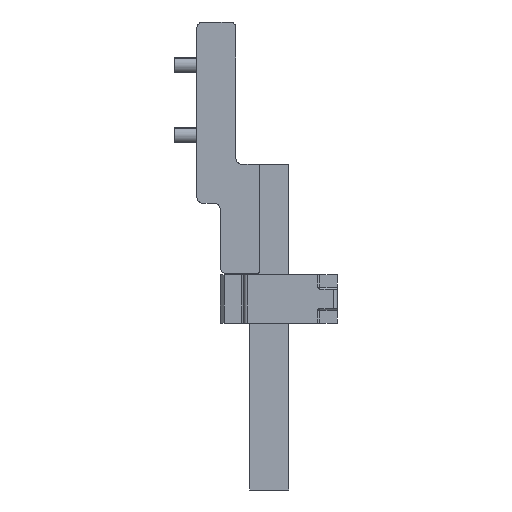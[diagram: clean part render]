
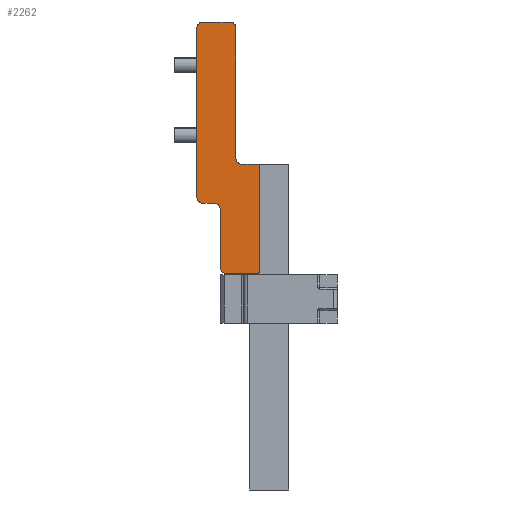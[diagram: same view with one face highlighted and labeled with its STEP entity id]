
A CAD part, left-side view. The second image highlights one B-rep face of the part: STEP entity #2262.
In plain terms, the highlighted planar face has unit normal (-1, 0, 0).
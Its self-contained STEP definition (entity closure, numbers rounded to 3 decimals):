
#1368=AXIS2_PLACEMENT_3D('Circle Axis2P3D',#1366,#1367,$) ;
#1406=AXIS2_PLACEMENT_3D('Circle Axis2P3D',#1404,#1405,$) ;
#1437=AXIS2_PLACEMENT_3D('Circle Axis2P3D',#1435,#1436,$) ;
#2022=AXIS2_PLACEMENT_3D('Circle Axis2P3D',#2020,#2021,$) ;
#2070=AXIS2_PLACEMENT_3D('Circle Axis2P3D',#2068,#2069,$) ;
#2094=AXIS2_PLACEMENT_3D('Circle Axis2P3D',#2092,#2093,$) ;
#2202=AXIS2_PLACEMENT_3D('Circle Axis2P3D',#2200,#2201,$) ;
#2232=AXIS2_PLACEMENT_3D('Plane Axis2P3D',#2229,#2230,#2231) ;
#2236=AXIS2_PLACEMENT_3D('Circle Axis2P3D',#2234,#2235,$) ;
#1137=CARTESIAN_POINT('Vertex',(-358.,-22.031,57.)) ;
#1140=CARTESIAN_POINT('Line Origine',(-358.,-22.031,30.)) ;
#1144=CARTESIAN_POINT('Vertex',(-358.,-22.031,3.)) ;
#1366=CARTESIAN_POINT('Axis2P3D Location',(-358.,-21.031,3.)) ;
#1370=CARTESIAN_POINT('Vertex',(-358.,-21.031,2.)) ;
#1394=CARTESIAN_POINT('Vertex',(-358.,0.969,38.)) ;
#1401=CARTESIAN_POINT('Vertex',(-358.,-2.031,35.)) ;
#1404=CARTESIAN_POINT('Axis2P3D Location',(-358.,0.969,35.)) ;
#1425=CARTESIAN_POINT('Vertex',(-358.,-13.031,58.)) ;
#1432=CARTESIAN_POINT('Vertex',(-358.,-10.031,61.)) ;
#1435=CARTESIAN_POINT('Axis2P3D Location',(-358.,-13.031,61.)) ;
#1949=CARTESIAN_POINT('Line Origine',(-358.,-17.031,58.)) ;
#1953=CARTESIAN_POINT('Vertex',(-358.,-21.031,58.)) ;
#1977=CARTESIAN_POINT('Vertex',(-358.,-10.031,128.)) ;
#1980=CARTESIAN_POINT('Line Origine',(-358.,-10.031,94.5)) ;
#2017=CARTESIAN_POINT('Vertex',(-358.,-7.031,131.)) ;
#2020=CARTESIAN_POINT('Axis2P3D Location',(-358.,-7.031,128.)) ;
#2041=CARTESIAN_POINT('Vertex',(-358.,6.969,131.)) ;
#2044=CARTESIAN_POINT('Line Origine',(-358.,-0.031,131.)) ;
#2065=CARTESIAN_POINT('Vertex',(-358.,9.969,128.)) ;
#2068=CARTESIAN_POINT('Axis2P3D Location',(-358.,6.969,128.)) ;
#2089=CARTESIAN_POINT('Vertex',(-358.,6.969,38.)) ;
#2092=CARTESIAN_POINT('Axis2P3D Location',(-358.,6.969,41.)) ;
#2096=CARTESIAN_POINT('Vertex',(-358.,9.969,41.)) ;
#2116=CARTESIAN_POINT('Line Origine',(-358.,3.969,38.)) ;
#2133=CARTESIAN_POINT('Line Origine',(-358.,-2.031,20.)) ;
#2137=CARTESIAN_POINT('Vertex',(-358.,-2.031,5.)) ;
#2197=CARTESIAN_POINT('Vertex',(-358.,-5.031,2.)) ;
#2200=CARTESIAN_POINT('Axis2P3D Location',(-358.,-5.031,5.)) ;
#2217=CARTESIAN_POINT('Line Origine',(-358.,-13.031,2.)) ;
#2229=CARTESIAN_POINT('Axis2P3D Location',(-358.,-22.031,131.)) ;
#2234=CARTESIAN_POINT('Axis2P3D Location',(-358.,-21.031,57.)) ;
#2239=CARTESIAN_POINT('Line Origine',(-358.,9.969,84.5)) ;
#1141=DIRECTION('Vector Direction',(0.,0.,-1.)) ;
#1367=DIRECTION('Axis2P3D Direction',(1.,0.,0.)) ;
#1405=DIRECTION('Axis2P3D Direction',(1.,0.,0.)) ;
#1436=DIRECTION('Axis2P3D Direction',(1.,0.,0.)) ;
#1950=DIRECTION('Vector Direction',(0.,-1.,0.)) ;
#1981=DIRECTION('Vector Direction',(0.,0.,-1.)) ;
#2021=DIRECTION('Axis2P3D Direction',(1.,0.,0.)) ;
#2045=DIRECTION('Vector Direction',(0.,1.,0.)) ;
#2069=DIRECTION('Axis2P3D Direction',(1.,0.,0.)) ;
#2093=DIRECTION('Axis2P3D Direction',(1.,0.,0.)) ;
#2117=DIRECTION('Vector Direction',(0.,-1.,0.)) ;
#2134=DIRECTION('Vector Direction',(0.,0.,1.)) ;
#2201=DIRECTION('Axis2P3D Direction',(1.,0.,0.)) ;
#2218=DIRECTION('Vector Direction',(0.,-1.,0.)) ;
#2230=DIRECTION('Axis2P3D Direction',(1.,0.,0.)) ;
#2231=DIRECTION('Axis2P3D XDirection',(0.,-1.,0.)) ;
#2235=DIRECTION('Axis2P3D Direction',(1.,0.,0.)) ;
#2240=DIRECTION('Vector Direction',(0.,0.,-1.)) ;
#1142=VECTOR('Line Direction',#1141,1.) ;
#1951=VECTOR('Line Direction',#1950,1.) ;
#1982=VECTOR('Line Direction',#1981,1.) ;
#2046=VECTOR('Line Direction',#2045,1.) ;
#2118=VECTOR('Line Direction',#2117,1.) ;
#2135=VECTOR('Line Direction',#2134,1.) ;
#2219=VECTOR('Line Direction',#2218,1.) ;
#2241=VECTOR('Line Direction',#2240,1.) ;
#2245=ORIENTED_EDGE('',*,*,#1372,.F.) ;
#2246=ORIENTED_EDGE('',*,*,#1146,.T.) ;
#2247=ORIENTED_EDGE('',*,*,#2238,.F.) ;
#2248=ORIENTED_EDGE('',*,*,#1955,.T.) ;
#2249=ORIENTED_EDGE('',*,*,#1439,.T.) ;
#2250=ORIENTED_EDGE('',*,*,#1984,.T.) ;
#2251=ORIENTED_EDGE('',*,*,#2024,.F.) ;
#2252=ORIENTED_EDGE('',*,*,#2048,.T.) ;
#2253=ORIENTED_EDGE('',*,*,#2072,.F.) ;
#2254=ORIENTED_EDGE('',*,*,#2243,.T.) ;
#2255=ORIENTED_EDGE('',*,*,#2098,.F.) ;
#2256=ORIENTED_EDGE('',*,*,#2120,.T.) ;
#2257=ORIENTED_EDGE('',*,*,#1408,.T.) ;
#2258=ORIENTED_EDGE('',*,*,#2139,.T.) ;
#2259=ORIENTED_EDGE('',*,*,#2204,.F.) ;
#2260=ORIENTED_EDGE('',*,*,#2221,.T.) ;
#2262=ADVANCED_FACE('RB7556803_1PD_001_00_FRONT TERMINAL ASSEMBLY E4.2 FIXED.8\\RB6564001_1PA_001_00_FRONT TERMINAL E2.2 FIXED.1\\PartBody',(#2261),#2233,.F.) ;
#1369=CIRCLE('generated circle',#1368,1.) ;
#1407=CIRCLE('generated circle',#1406,3.) ;
#1438=CIRCLE('generated circle',#1437,3.) ;
#2023=CIRCLE('generated circle',#2022,3.) ;
#2071=CIRCLE('generated circle',#2070,3.) ;
#2095=CIRCLE('generated circle',#2094,3.) ;
#2203=CIRCLE('generated circle',#2202,3.) ;
#2237=CIRCLE('generated circle',#2236,1.) ;
#1146=EDGE_CURVE('',#1145,#1138,#1143,.F.) ;
#1372=EDGE_CURVE('',#1145,#1371,#1369,.T.) ;
#1408=EDGE_CURVE('',#1395,#1402,#1407,.T.) ;
#1439=EDGE_CURVE('',#1426,#1433,#1438,.T.) ;
#1955=EDGE_CURVE('',#1954,#1426,#1952,.F.) ;
#1984=EDGE_CURVE('',#1433,#1978,#1983,.F.) ;
#2024=EDGE_CURVE('',#2018,#1978,#2023,.T.) ;
#2048=EDGE_CURVE('',#2018,#2042,#2047,.T.) ;
#2072=EDGE_CURVE('',#2066,#2042,#2071,.T.) ;
#2098=EDGE_CURVE('',#2090,#2097,#2095,.T.) ;
#2120=EDGE_CURVE('',#2090,#1395,#2119,.T.) ;
#2139=EDGE_CURVE('',#1402,#2138,#2136,.F.) ;
#2204=EDGE_CURVE('',#2198,#2138,#2203,.T.) ;
#2221=EDGE_CURVE('',#2198,#1371,#2220,.T.) ;
#2238=EDGE_CURVE('',#1954,#1138,#2237,.T.) ;
#2243=EDGE_CURVE('',#2066,#2097,#2242,.T.) ;
#2244=EDGE_LOOP('',(#2245,#2246,#2247,#2248,#2249,#2250,#2251,#2252,#2253,#2254,#2255,#2256,#2257,#2258,#2259,#2260)) ;
#2261=FACE_OUTER_BOUND('',#2244,.T.) ;
#1143=LINE('Line',#1140,#1142) ;
#1952=LINE('Line',#1949,#1951) ;
#1983=LINE('Line',#1980,#1982) ;
#2047=LINE('Line',#2044,#2046) ;
#2119=LINE('Line',#2116,#2118) ;
#2136=LINE('Line',#2133,#2135) ;
#2220=LINE('Line',#2217,#2219) ;
#2242=LINE('Line',#2239,#2241) ;
#2233=PLANE('',#2232) ;
#1138=VERTEX_POINT('',#1137) ;
#1145=VERTEX_POINT('',#1144) ;
#1371=VERTEX_POINT('',#1370) ;
#1395=VERTEX_POINT('',#1394) ;
#1402=VERTEX_POINT('',#1401) ;
#1426=VERTEX_POINT('',#1425) ;
#1433=VERTEX_POINT('',#1432) ;
#1954=VERTEX_POINT('',#1953) ;
#1978=VERTEX_POINT('',#1977) ;
#2018=VERTEX_POINT('',#2017) ;
#2042=VERTEX_POINT('',#2041) ;
#2066=VERTEX_POINT('',#2065) ;
#2090=VERTEX_POINT('',#2089) ;
#2097=VERTEX_POINT('',#2096) ;
#2138=VERTEX_POINT('',#2137) ;
#2198=VERTEX_POINT('',#2197) ;
